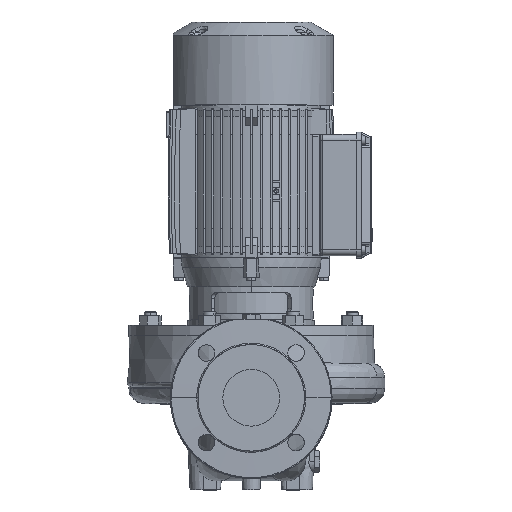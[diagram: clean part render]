
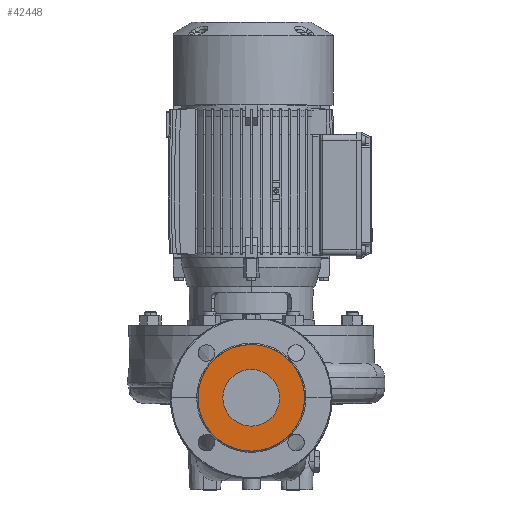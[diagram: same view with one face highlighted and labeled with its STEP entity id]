
A CAD part, top view. The second image highlights one B-rep face of the part: STEP entity #42448.
In plain terms, the highlighted planar face has unit normal (0, 0, 1).
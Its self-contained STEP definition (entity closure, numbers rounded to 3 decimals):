
#2036 = VERTEX_POINT ( 'NONE', #143308 ) ;
#3264 = EDGE_CURVE ( 'NONE', #148440, #2036, #131863, .T. ) ;
#9421 = AXIS2_PLACEMENT_3D ( 'NONE', #66405, #112749, #136314 ) ;
#12444 = DIRECTION ( 'NONE',  ( 0., 0., 1. ) ) ;
#14677 = CARTESIAN_POINT ( 'NONE',  ( -5.707, -71.42, 231.793 ) ) ;
#16034 = EDGE_CURVE ( 'NONE', #29078, #89225, #67943, .T. ) ;
#27344 = DIRECTION ( 'NONE',  ( 0., 0., 1. ) ) ;
#28134 = ORIENTED_EDGE ( 'NONE', *, *, #101581, .F. ) ;
#29078 = VERTEX_POINT ( 'NONE', #58061 ) ;
#32378 = AXIS2_PLACEMENT_3D ( 'NONE', #14677, #121079, #38999 ) ;
#34027 = CIRCLE ( 'NONE', #82534, 32.5 ) ;
#38999 = DIRECTION ( 'NONE',  ( 0., 1., 0. ) ) ;
#42448 = ADVANCED_FACE ( 'NONE', ( #111999, #124158 ), #43566, .T. ) ;
#43566 = PLANE ( 'NONE',  #9421 ) ;
#49681 = CARTESIAN_POINT ( 'NONE',  ( -5.707, -71.42, 231.793 ) ) ;
#57200 = CARTESIAN_POINT ( 'NONE',  ( 26.793, -71.42, 231.793 ) ) ;
#58061 = CARTESIAN_POINT ( 'NONE',  ( -38.207, -71.42, 231.793 ) ) ;
#66405 = CARTESIAN_POINT ( 'NONE',  ( 55.315, -132.442, 231.793 ) ) ;
#67943 = CIRCLE ( 'NONE', #70444, 32.5 ) ;
#70321 = ORIENTED_EDGE ( 'NONE', *, *, #3264, .T. ) ;
#70444 = AXIS2_PLACEMENT_3D ( 'NONE', #98378, #143250, #132589 ) ;
#70447 = ORIENTED_EDGE ( 'NONE', *, *, #75012, .T. ) ;
#75012 = EDGE_CURVE ( 'NONE', #2036, #148440, #89507, .T. ) ;
#80083 = DIRECTION ( 'NONE',  ( 1., 0., 0. ) ) ;
#82534 = AXIS2_PLACEMENT_3D ( 'NONE', #131475, #27344, #80083 ) ;
#87236 = ORIENTED_EDGE ( 'NONE', *, *, #16034, .F. ) ;
#89225 = VERTEX_POINT ( 'NONE', #57200 ) ;
#89507 = CIRCLE ( 'NONE', #116197, 61. ) ;
#92975 = CARTESIAN_POINT ( 'NONE',  ( -5.707, -132.42, 231.793 ) ) ;
#93386 = EDGE_LOOP ( 'NONE', ( #28134, #87236 ) ) ;
#98378 = CARTESIAN_POINT ( 'NONE',  ( -5.707, -71.42, 231.793 ) ) ;
#101581 = EDGE_CURVE ( 'NONE', #89225, #29078, #34027, .T. ) ;
#111999 = FACE_BOUND ( 'NONE', #93386, .T. ) ;
#112749 = DIRECTION ( 'NONE',  ( 0., 0., 1. ) ) ;
#116197 = AXIS2_PLACEMENT_3D ( 'NONE', #49681, #12444, #118091 ) ;
#118091 = DIRECTION ( 'NONE',  ( 0., 1., 0. ) ) ;
#121079 = DIRECTION ( 'NONE',  ( 0., 0., 1. ) ) ;
#124158 = FACE_OUTER_BOUND ( 'NONE', #140169, .T. ) ;
#131475 = CARTESIAN_POINT ( 'NONE',  ( -5.707, -71.42, 231.793 ) ) ;
#131863 = CIRCLE ( 'NONE', #32378, 61. ) ;
#132589 = DIRECTION ( 'NONE',  ( 1., 0., 0. ) ) ;
#136314 = DIRECTION ( 'NONE',  ( 0., 1., 0. ) ) ;
#140169 = EDGE_LOOP ( 'NONE', ( #70447, #70321 ) ) ;
#143250 = DIRECTION ( 'NONE',  ( 0., 0., 1. ) ) ;
#143308 = CARTESIAN_POINT ( 'NONE',  ( -5.707, -10.42, 231.793 ) ) ;
#148440 = VERTEX_POINT ( 'NONE', #92975 ) ;
